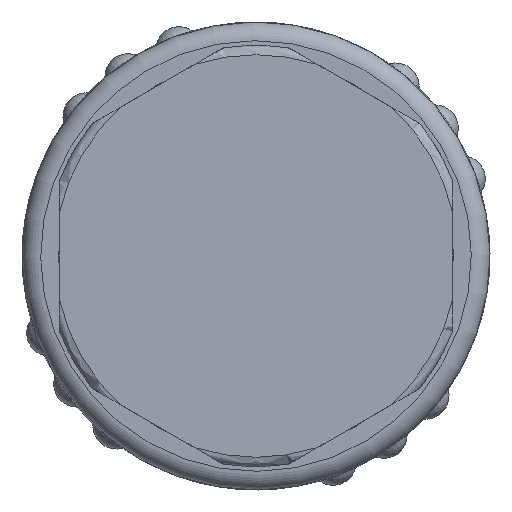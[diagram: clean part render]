
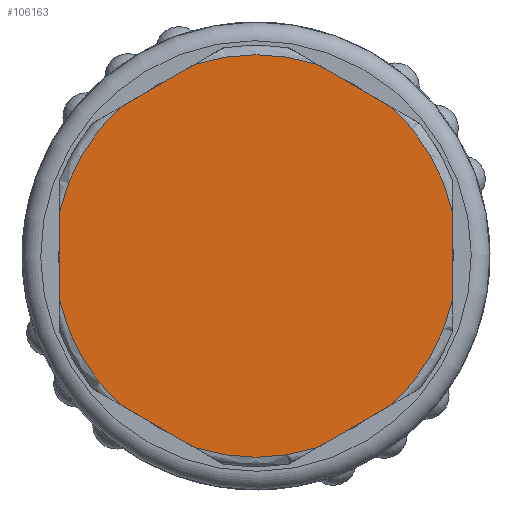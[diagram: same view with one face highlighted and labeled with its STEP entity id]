
A CAD part, left-side view. The second image highlights one B-rep face of the part: STEP entity #106163.
In plain terms, the highlighted planar face has unit normal (-1, 0, 0).
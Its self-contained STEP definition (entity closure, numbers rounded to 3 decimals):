
#104841=CARTESIAN_POINT('',(0.0,7.246,-7.941));
#104842=VERTEX_POINT('',#104841);
#104843=CARTESIAN_POINT('',(0.0,3.254,-10.246));
#104844=VERTEX_POINT('',#104843);
#104845=CARTESIAN_POINT('',(0.,7.246,-7.941));
#104846=DIRECTION('',(0.0,-0.866,-0.5));
#104847=VECTOR('',#104846,4.61);
#104848=LINE('',#104845,#104847);
#104849=EDGE_CURVE('',#104842,#104844,#104848,.T.);
#104973=CARTESIAN_POINT('',(0.0,-3.254,-10.246));
#104974=VERTEX_POINT('',#104973);
#104975=CARTESIAN_POINT('',(0.0,-7.246,-7.941));
#104976=VERTEX_POINT('',#104975);
#104977=CARTESIAN_POINT('',(0.,-3.254,-10.246));
#104978=DIRECTION('',(0.0,-0.866,0.5));
#104979=VECTOR('',#104978,4.61);
#104980=LINE('',#104977,#104979);
#104981=EDGE_CURVE('',#104974,#104976,#104980,.T.);
#105105=CARTESIAN_POINT('',(0.0,-10.5,-2.305));
#105106=VERTEX_POINT('',#105105);
#105107=CARTESIAN_POINT('',(0.0,-10.5,2.305));
#105108=VERTEX_POINT('',#105107);
#105109=CARTESIAN_POINT('',(0.,-10.5,-2.305));
#105110=DIRECTION('',(0.0,0.0,1.0));
#105111=VECTOR('',#105110,4.61);
#105112=LINE('',#105109,#105111);
#105113=EDGE_CURVE('',#105106,#105108,#105112,.T.);
#105237=CARTESIAN_POINT('',(0.0,-7.246,7.941));
#105238=VERTEX_POINT('',#105237);
#105239=CARTESIAN_POINT('',(0.0,-3.254,10.246));
#105240=VERTEX_POINT('',#105239);
#105241=CARTESIAN_POINT('',(0.,-7.246,7.941));
#105242=DIRECTION('',(0.0,0.866,0.5));
#105243=VECTOR('',#105242,4.61);
#105244=LINE('',#105241,#105243);
#105245=EDGE_CURVE('',#105238,#105240,#105244,.T.);
#105369=CARTESIAN_POINT('',(0.0,3.254,10.246));
#105370=VERTEX_POINT('',#105369);
#105371=CARTESIAN_POINT('',(0.0,7.246,7.941));
#105372=VERTEX_POINT('',#105371);
#105373=CARTESIAN_POINT('',(0.,3.254,10.246));
#105374=DIRECTION('',(0.0,0.866,-0.5));
#105375=VECTOR('',#105374,4.61);
#105376=LINE('',#105373,#105375);
#105377=EDGE_CURVE('',#105370,#105372,#105376,.T.);
#105916=CARTESIAN_POINT('',(0.0,10.5,-2.305));
#105917=VERTEX_POINT('',#105916);
#105918=CARTESIAN_POINT('',(0.0,0.0,0.0));
#105919=DIRECTION('',(1.0,0.0,0.0));
#105920=DIRECTION('',(0.0,1.0,0.0));
#105921=AXIS2_PLACEMENT_3D('',#105918,#105919,#105920);
#105922=CIRCLE('',#105921,10.75);
#105923=EDGE_CURVE('',#104842,#105917,#105922,.T.);
#105951=CARTESIAN_POINT('',(0.0,10.5,2.305));
#105952=VERTEX_POINT('',#105951);
#105968=CARTESIAN_POINT('',(0.0,0.0,0.0));
#105969=DIRECTION('',(1.0,0.0,0.0));
#105970=DIRECTION('',(0.0,1.0,0.0));
#105971=AXIS2_PLACEMENT_3D('',#105968,#105969,#105970);
#105972=CIRCLE('',#105971,10.75);
#105973=EDGE_CURVE('',#105952,#105372,#105972,.T.);
#105986=CARTESIAN_POINT('',(0.0,0.0,0.0));
#105987=DIRECTION('',(1.0,0.0,0.0));
#105988=DIRECTION('',(0.0,1.0,0.0));
#105989=AXIS2_PLACEMENT_3D('',#105986,#105987,#105988);
#105990=CIRCLE('',#105989,10.75);
#105991=EDGE_CURVE('',#105370,#105240,#105990,.T.);
#106004=CARTESIAN_POINT('',(0.0,0.0,0.0));
#106005=DIRECTION('',(1.0,0.0,0.0));
#106006=DIRECTION('',(0.0,1.0,0.0));
#106007=AXIS2_PLACEMENT_3D('',#106004,#106005,#106006);
#106008=CIRCLE('',#106007,10.75);
#106009=EDGE_CURVE('',#105238,#105108,#106008,.T.);
#106022=CARTESIAN_POINT('',(0.0,0.0,0.0));
#106023=DIRECTION('',(1.0,0.0,0.0));
#106024=DIRECTION('',(0.0,1.0,0.0));
#106025=AXIS2_PLACEMENT_3D('',#106022,#106023,#106024);
#106026=CIRCLE('',#106025,10.75);
#106027=EDGE_CURVE('',#105106,#104976,#106026,.T.);
#106037=CARTESIAN_POINT('',(0.,10.5,2.305));
#106038=DIRECTION('',(0.0,0.0,-1.0));
#106039=VECTOR('',#106038,4.61);
#106040=LINE('',#106037,#106039);
#106041=EDGE_CURVE('',#105952,#105917,#106040,.T.);
#106138=CARTESIAN_POINT('',(0.,8.55,0.0));
#106139=DIRECTION('',(-1.0,0.0,0.0));
#106140=DIRECTION('',(0.0,0.0,1.0));
#106141=AXIS2_PLACEMENT_3D('',#106138,#106139,#106140);
#106142=PLANE('',#106141);
#106143=ORIENTED_EDGE('',*,*,#104849,.T.);
#106144=CARTESIAN_POINT('',(0.0,0.0,0.0));
#106145=DIRECTION('',(1.0,0.0,0.0));
#106146=DIRECTION('',(0.0,1.0,0.0));
#106147=AXIS2_PLACEMENT_3D('',#106144,#106145,#106146);
#106148=CIRCLE('',#106147,10.75);
#106149=EDGE_CURVE('',#104974,#104844,#106148,.T.);
#106150=ORIENTED_EDGE('',*,*,#106149,.F.);
#106151=ORIENTED_EDGE('',*,*,#104981,.T.);
#106152=ORIENTED_EDGE('',*,*,#106027,.F.);
#106153=ORIENTED_EDGE('',*,*,#105113,.T.);
#106154=ORIENTED_EDGE('',*,*,#106009,.F.);
#106155=ORIENTED_EDGE('',*,*,#105245,.T.);
#106156=ORIENTED_EDGE('',*,*,#105991,.F.);
#106157=ORIENTED_EDGE('',*,*,#105377,.T.);
#106158=ORIENTED_EDGE('',*,*,#105973,.F.);
#106159=ORIENTED_EDGE('',*,*,#106041,.T.);
#106160=ORIENTED_EDGE('',*,*,#105923,.F.);
#106161=EDGE_LOOP('',(#106143,#106150,#106151,#106152,#106153,#106154,#106155,#106156,#106157,#106158,#106159,#106160));
#106162=FACE_OUTER_BOUND('',#106161,.T.);
#106163=ADVANCED_FACE('',(#106162),#106142,.T.);
